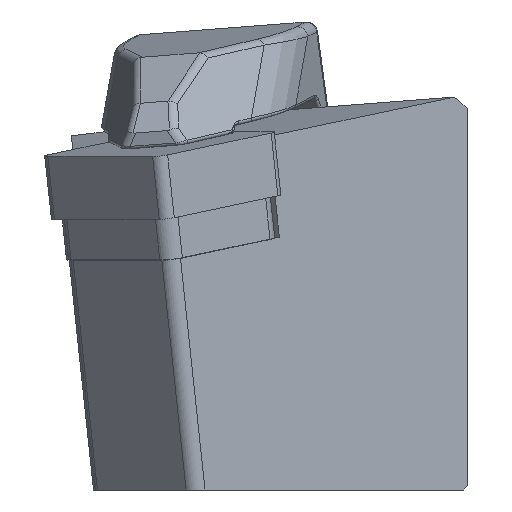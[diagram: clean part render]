
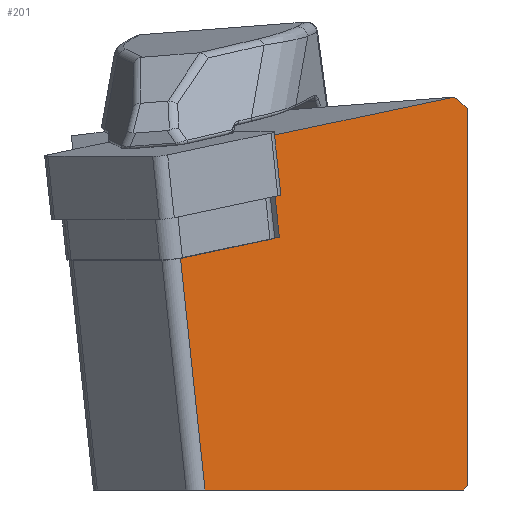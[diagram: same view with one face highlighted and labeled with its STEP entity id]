
A CAD part, left-side view. The second image highlights one B-rep face of the part: STEP entity #201.
In plain terms, the highlighted planar face has unit normal (-0.707, -0.707, 0).
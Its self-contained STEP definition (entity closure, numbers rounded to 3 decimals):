
#201=ADVANCED_FACE('',(#405),#340,.F.);
#340=PLANE('',#2400);
#405=FACE_OUTER_BOUND('',#539,.T.);
#539=EDGE_LOOP('',(#1124,#1125,#1126,#1127,#1128,#1129,#1130,#1131,#1132));
#679=LINE('',#3330,#882);
#695=LINE('',#3442,#898);
#701=LINE('',#3458,#904);
#707=LINE('',#3469,#910);
#708=LINE('',#3471,#911);
#709=LINE('',#3473,#912);
#710=LINE('',#3475,#913);
#711=LINE('',#3477,#914);
#712=LINE('',#3478,#915);
#882=VECTOR('',#2637,1.);
#898=VECTOR('',#2665,1.);
#904=VECTOR('',#2677,1.);
#910=VECTOR('',#2685,1.);
#911=VECTOR('',#2686,1.);
#912=VECTOR('',#2687,1.);
#913=VECTOR('',#2688,1.);
#914=VECTOR('',#2689,1.);
#915=VECTOR('',#2690,1.);
#1124=ORIENTED_EDGE('',*,*,#1979,.F.);
#1125=ORIENTED_EDGE('',*,*,#2015,.F.);
#1126=ORIENTED_EDGE('',*,*,#2016,.T.);
#1127=ORIENTED_EDGE('',*,*,#2017,.F.);
#1128=ORIENTED_EDGE('',*,*,#2018,.F.);
#1129=ORIENTED_EDGE('',*,*,#2019,.F.);
#1130=ORIENTED_EDGE('',*,*,#2001,.F.);
#1131=ORIENTED_EDGE('',*,*,#2009,.F.);
#1132=ORIENTED_EDGE('',*,*,#2020,.T.);
#1767=VERTEX_POINT('',#3328);
#1769=VERTEX_POINT('',#3331);
#1790=VERTEX_POINT('',#3441);
#1791=VERTEX_POINT('',#3443);
#1797=VERTEX_POINT('',#3457);
#1802=VERTEX_POINT('',#3470);
#1803=VERTEX_POINT('',#3472);
#1804=VERTEX_POINT('',#3474);
#1805=VERTEX_POINT('',#3476);
#1979=EDGE_CURVE('',#1767,#1769,#679,.T.);
#2001=EDGE_CURVE('',#1790,#1791,#695,.T.);
#2009=EDGE_CURVE('',#1797,#1790,#701,.T.);
#2015=EDGE_CURVE('',#1802,#1767,#707,.T.);
#2016=EDGE_CURVE('',#1802,#1803,#708,.T.);
#2017=EDGE_CURVE('',#1804,#1803,#709,.T.);
#2018=EDGE_CURVE('',#1805,#1804,#710,.T.);
#2019=EDGE_CURVE('',#1791,#1805,#711,.T.);
#2020=EDGE_CURVE('',#1797,#1769,#712,.T.);
#2400=AXIS2_PLACEMENT_3D('',#3479,#2691,#2692);
#2637=DIRECTION('',(0.699,-0.699,0.148));
#2665=DIRECTION('',(0.597,-0.597,-0.536));
#2677=DIRECTION('',(0.699,-0.699,0.148));
#2685=DIRECTION('',(0.699,-0.699,0.148));
#2686=DIRECTION('',(0.105,-0.105,-0.989));
#2687=DIRECTION('',(-0.707,0.707,0.));
#2688=DIRECTION('',(-0.577,0.577,-0.577));
#2689=DIRECTION('',(0.,0.,-1.));
#2690=DIRECTION('',(0.105,-0.105,-0.989));
#2691=DIRECTION('',(0.707,0.707,0.));
#2692=DIRECTION('',(0.707,-0.707,0.));
#3328=CARTESIAN_POINT('',(9.481,14.458,-6.121));
#3330=CARTESIAN_POINT('',(2.443,21.496,-7.609));
#3331=CARTESIAN_POINT('',(9.856,14.083,-6.042));
#3441=CARTESIAN_POINT('',(22.98,0.959,4.456));
#3442=CARTESIAN_POINT('',(24.728,-0.789,2.888));
#3443=CARTESIAN_POINT('',(23.939,0.,3.596));
#3457=CARTESIAN_POINT('',(9.058,14.881,1.514));
#3458=CARTESIAN_POINT('',(1.645,22.294,-0.053));
#3469=CARTESIAN_POINT('',(2.443,21.496,-7.609));
#3470=CARTESIAN_POINT('',(2.443,21.496,-7.609));
#3471=CARTESIAN_POINT('',(5.794,18.145,-39.317));
#3472=CARTESIAN_POINT('',(4.281,19.658,-25.));
#3473=CARTESIAN_POINT('',(5.794,18.145,-25.));
#3474=CARTESIAN_POINT('',(23.639,0.3,-25.));
#3475=CARTESIAN_POINT('',(6.97,16.969,-41.669));
#3476=CARTESIAN_POINT('',(23.939,0.,-24.7));
#3477=CARTESIAN_POINT('',(23.939,0.,-39.317));
#3478=CARTESIAN_POINT('',(8.811,15.128,3.848));
#3479=CARTESIAN_POINT('',(5.794,18.145,-39.317));
